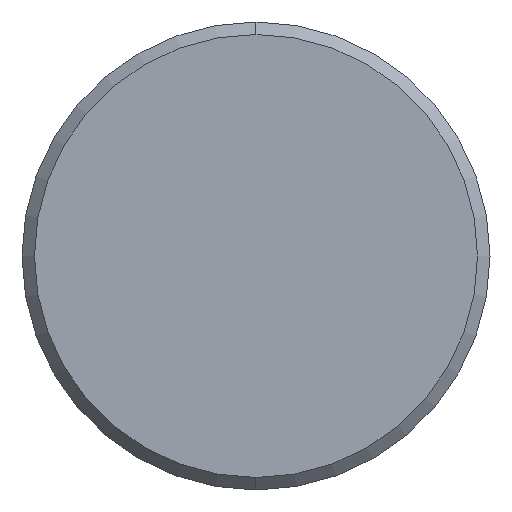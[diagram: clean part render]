
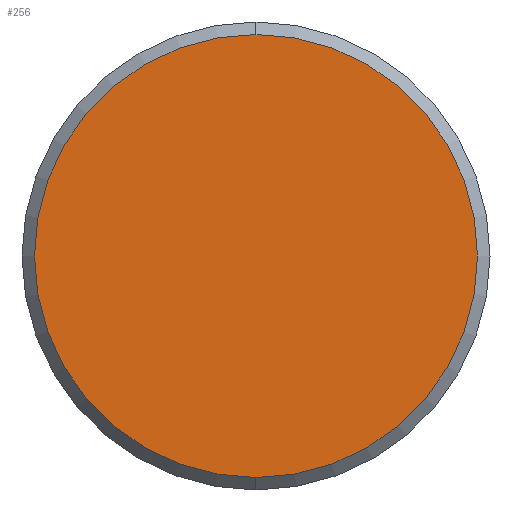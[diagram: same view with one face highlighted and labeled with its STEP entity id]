
A CAD part, left-side view. The second image highlights one B-rep face of the part: STEP entity #256.
In plain terms, the highlighted planar face has unit normal (-1, 0, 0).
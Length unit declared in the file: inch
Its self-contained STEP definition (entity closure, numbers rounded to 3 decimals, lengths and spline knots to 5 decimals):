
#14 = DIRECTION ( 'NONE',  ( 0., 0., -1. ) ) ;
#25 = VERTEX_POINT ( 'NONE', #184 ) ;
#32 = CARTESIAN_POINT ( 'NONE',  ( -6., 0., 0. ) ) ;
#34 = DIRECTION ( 'NONE',  ( -1., 0., 0. ) ) ;
#41 = EDGE_LOOP ( 'NONE', ( #173, #162 ) ) ;
#45 = VERTEX_POINT ( 'NONE', #135 ) ;
#50 = PLANE ( 'NONE',  #257 ) ;
#53 = DIRECTION ( 'NONE',  ( 1., 0., 0. ) ) ;
#66 = AXIS2_PLACEMENT_3D ( 'NONE', #207, #34, #14 ) ;
#94 = FACE_OUTER_BOUND ( 'NONE', #41, .T. ) ;
#101 = CIRCLE ( 'NONE', #66, 0.1775 ) ;
#117 = DIRECTION ( 'NONE',  ( 0., 0., -1. ) ) ;
#135 = CARTESIAN_POINT ( 'NONE',  ( -6., 0., -0.1775 ) ) ;
#162 = ORIENTED_EDGE ( 'NONE', *, *, #174, .T. ) ;
#164 = DIRECTION ( 'NONE',  ( -1., 0., 0. ) ) ;
#173 = ORIENTED_EDGE ( 'NONE', *, *, #208, .T. ) ;
#174 = EDGE_CURVE ( 'NONE', #25, #45, #101, .T. ) ;
#184 = CARTESIAN_POINT ( 'NONE',  ( -6., 0., 0.1775 ) ) ;
#203 = AXIS2_PLACEMENT_3D ( 'NONE', #246, #164, #226 ) ;
#207 = CARTESIAN_POINT ( 'NONE',  ( -6., 0., 0. ) ) ;
#208 = EDGE_CURVE ( 'NONE', #45, #25, #220, .T. ) ;
#220 = CIRCLE ( 'NONE', #203, 0.1775 ) ;
#226 = DIRECTION ( 'NONE',  ( 0., 0., -1. ) ) ;
#246 = CARTESIAN_POINT ( 'NONE',  ( -6., 0., 0. ) ) ;
#256 = ADVANCED_FACE ( 'NONE', ( #94 ), #50, .F. ) ;
#257 = AXIS2_PLACEMENT_3D ( 'NONE', #32, #53, #117 ) ;
